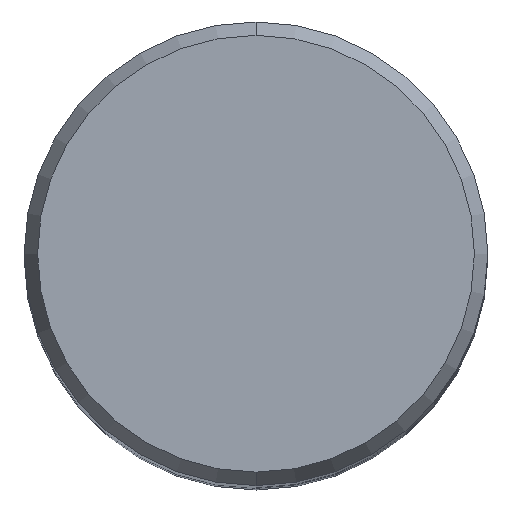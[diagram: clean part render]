
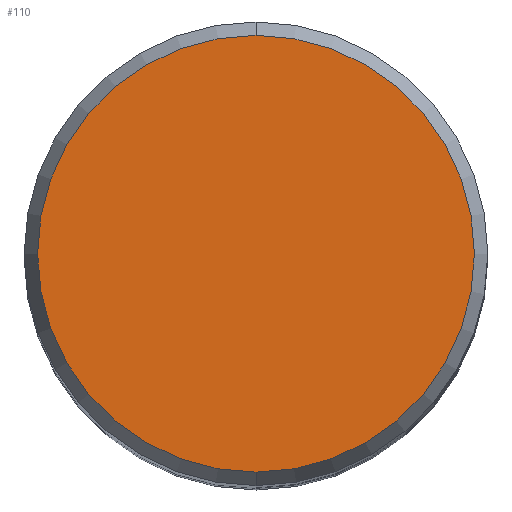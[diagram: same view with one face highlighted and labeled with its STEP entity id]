
A CAD part, top view. The second image highlights one B-rep face of the part: STEP entity #110.
In plain terms, the highlighted planar face has unit normal (0, 0, 1).
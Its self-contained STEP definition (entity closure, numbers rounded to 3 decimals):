
#94=VERTEX_POINT('',#217);
#110=ADVANCED_FACE('',(#235),#236,.T.);
#124=VERTEX_POINT('',#252);
#156=EDGE_CURVE('',#94,#124,#287,.T.);
#176=EDGE_CURVE('',#124,#94,#309,.T.);
#217=CARTESIAN_POINT('',(0.,-7.479,0.01));
#235=FACE_OUTER_BOUND('',#368,.T.);
#236=PLANE('',#369);
#252=CARTESIAN_POINT('',(0.0,7.479,0.01));
#287=CIRCLE('',#433,7.479);
#309=CIRCLE('',#463,7.479);
#368=EDGE_LOOP('',(#515,#516));
#369=AXIS2_PLACEMENT_3D('',#517,#518,#519);
#433=AXIS2_PLACEMENT_3D('',#581,#582,#583);
#463=AXIS2_PLACEMENT_3D('',#611,#612,#613);
#515=ORIENTED_EDGE('',*,*,#176,.F.);
#516=ORIENTED_EDGE('',*,*,#156,.F.);
#517=CARTESIAN_POINT('',(0.0,3.74,0.01));
#518=DIRECTION('',(-0.0,0.0,1.0));
#519=DIRECTION('',(0.0,-1.0,0.0));
#581=CARTESIAN_POINT('',(0.0,0.0,0.01));
#582=DIRECTION('',(0.0,0.0,-1.0));
#583=DIRECTION('',(0.0,1.0,0.0));
#611=CARTESIAN_POINT('',(0.0,0.0,0.01));
#612=DIRECTION('',(0.0,0.0,-1.0));
#613=DIRECTION('',(0.0,1.0,0.0));
